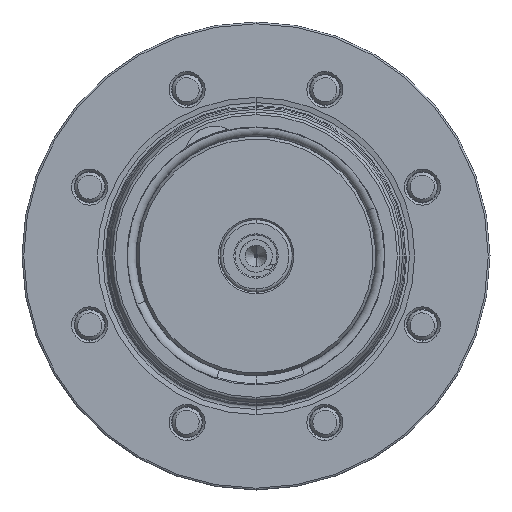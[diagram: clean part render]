
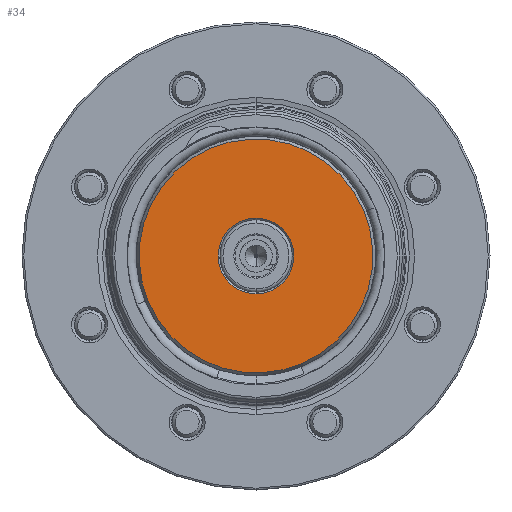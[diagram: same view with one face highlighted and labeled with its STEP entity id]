
A CAD part, front view. The second image highlights one B-rep face of the part: STEP entity #34.
In plain terms, the highlighted planar face has unit normal (0, -1, 0).
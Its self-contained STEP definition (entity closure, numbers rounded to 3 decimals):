
#34 = ADVANCED_FACE ( 'NONE', ( #5302, #12865 ), #6517, .F. ) ;
#597 = DIRECTION ( 'NONE',  ( -0.396, 0., 0.918 ) ) ;
#740 = CARTESIAN_POINT ( 'NONE',  ( 2.504, -29.65, -5.803 ) ) ;
#1261 = CARTESIAN_POINT ( 'NONE',  ( 17.893, -29.65, 7.722 ) ) ;
#1680 = CARTESIAN_POINT ( 'NONE',  ( 0., -29.65, 0. ) ) ;
#2345 = DIRECTION ( 'NONE',  ( -0.396, 0., 0.918 ) ) ;
#2577 = ORIENTED_EDGE ( 'NONE', *, *, #10333, .F. ) ;
#2609 = ORIENTED_EDGE ( 'NONE', *, *, #4645, .F. ) ;
#2761 = AXIS2_PLACEMENT_3D ( 'NONE', #10526, #8426, #10653 ) ;
#3076 = CIRCLE ( 'NONE', #6661, 19.488 ) ;
#3403 = VERTEX_POINT ( 'NONE', #12368 ) ;
#3609 = VERTEX_POINT ( 'NONE', #9083 ) ;
#3938 = DIRECTION ( 'NONE',  ( 0., 1., 0. ) ) ;
#4435 = EDGE_LOOP ( 'NONE', ( #11816, #5059 ) ) ;
#4645 = EDGE_CURVE ( 'NONE', #3403, #12024, #8246, .T. ) ;
#4893 = CIRCLE ( 'NONE', #10865, 6.32 ) ;
#5059 = ORIENTED_EDGE ( 'NONE', *, *, #10175, .T. ) ;
#5302 = FACE_BOUND ( 'NONE', #4435, .T. ) ;
#5762 = DIRECTION ( 'NONE',  ( 0., 1., 0. ) ) ;
#6517 = PLANE ( 'NONE',  #8100 ) ;
#6542 = EDGE_CURVE ( 'NONE', #10338, #3609, #13336, .T. ) ;
#6661 = AXIS2_PLACEMENT_3D ( 'NONE', #12234, #3938, #11149 ) ;
#6842 = CARTESIAN_POINT ( 'NONE',  ( 0., -29.65, 0. ) ) ;
#7427 = DIRECTION ( 'NONE',  ( 0., 1., 0. ) ) ;
#7616 = EDGE_LOOP ( 'NONE', ( #2609, #2577 ) ) ;
#8100 = AXIS2_PLACEMENT_3D ( 'NONE', #1261, #7427, #2345 ) ;
#8246 = CIRCLE ( 'NONE', #2761, 19.488 ) ;
#8426 = DIRECTION ( 'NONE',  ( 0., 1., 0. ) ) ;
#8906 = DIRECTION ( 'NONE',  ( 0., 1., 0. ) ) ;
#9083 = CARTESIAN_POINT ( 'NONE',  ( -2.504, -29.65, 5.803 ) ) ;
#10175 = EDGE_CURVE ( 'NONE', #3609, #10338, #4893, .T. ) ;
#10333 = EDGE_CURVE ( 'NONE', #12024, #3403, #3076, .T. ) ;
#10338 = VERTEX_POINT ( 'NONE', #740 ) ;
#10526 = CARTESIAN_POINT ( 'NONE',  ( 0., -29.65, 0. ) ) ;
#10653 = DIRECTION ( 'NONE',  ( -0.396, 0., 0.918 ) ) ;
#10865 = AXIS2_PLACEMENT_3D ( 'NONE', #6842, #5762, #597 ) ;
#11149 = DIRECTION ( 'NONE',  ( -0.396, 0., 0.918 ) ) ;
#11816 = ORIENTED_EDGE ( 'NONE', *, *, #6542, .T. ) ;
#11964 = AXIS2_PLACEMENT_3D ( 'NONE', #1680, #8906, #12936 ) ;
#12024 = VERTEX_POINT ( 'NONE', #12371 ) ;
#12234 = CARTESIAN_POINT ( 'NONE',  ( 0., -29.65, 0. ) ) ;
#12368 = CARTESIAN_POINT ( 'NONE',  ( -7.722, -29.65, 17.893 ) ) ;
#12371 = CARTESIAN_POINT ( 'NONE',  ( 7.722, -29.65, -17.893 ) ) ;
#12865 = FACE_OUTER_BOUND ( 'NONE', #7616, .T. ) ;
#12936 = DIRECTION ( 'NONE',  ( -0.396, 0., 0.918 ) ) ;
#13336 = CIRCLE ( 'NONE', #11964, 6.32 ) ;
